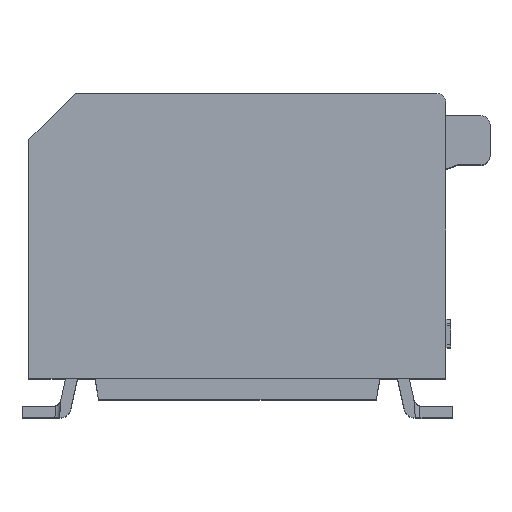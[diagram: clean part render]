
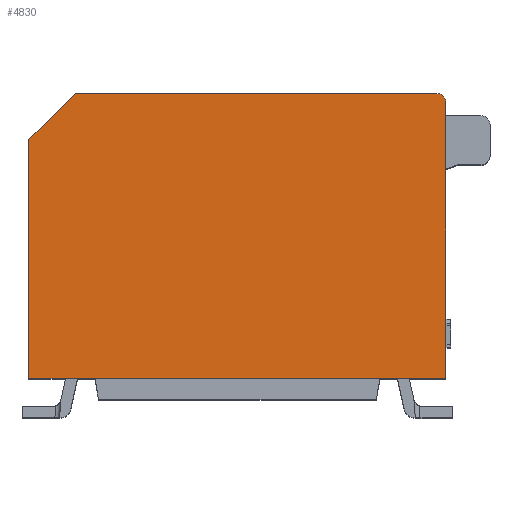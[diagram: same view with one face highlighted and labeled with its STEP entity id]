
A CAD part, top view. The second image highlights one B-rep face of the part: STEP entity #4830.
In plain terms, the highlighted planar face has unit normal (0, 0, 1).
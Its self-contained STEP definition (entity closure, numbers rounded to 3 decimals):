
#330=PLANE('',#5146);
#591=FACE_OUTER_BOUND('',#870,.T.);
#870=EDGE_LOOP('',(#4486,#4487,#4488,#4489,#4490,#4491));
#1366=LINE('',#8364,#1895);
#1389=LINE('',#8404,#1918);
#1403=LINE('',#8436,#1932);
#1404=LINE('',#8439,#1933);
#1406=LINE('',#8443,#1935);
#1895=VECTOR('',#6218,9.);
#1918=VECTOR('',#6255,5.95);
#1932=VECTOR('',#6287,7.8);
#1933=VECTOR('',#6290,1.414);
#1935=VECTOR('',#6296,5.15);
#2002=CIRCLE('',#5135,0.2);
#2432=VERTEX_POINT('',#8361);
#2433=VERTEX_POINT('',#8363);
#2443=VERTEX_POINT('',#8402);
#2444=VERTEX_POINT('',#8406);
#2452=VERTEX_POINT('',#8434);
#2453=VERTEX_POINT('',#8438);
#3100=EDGE_CURVE('',#2433,#2432,#1366,.T.);
#3125=EDGE_CURVE('',#2432,#2443,#1389,.T.);
#3126=EDGE_CURVE('',#2444,#2443,#2002,.T.);
#3141=EDGE_CURVE('',#2444,#2452,#1403,.T.);
#3142=EDGE_CURVE('',#2453,#2452,#1404,.T.);
#3144=EDGE_CURVE('',#2453,#2433,#1406,.T.);
#4486=ORIENTED_EDGE('',*,*,#3126,.F.);
#4487=ORIENTED_EDGE('',*,*,#3141,.T.);
#4488=ORIENTED_EDGE('',*,*,#3142,.F.);
#4489=ORIENTED_EDGE('',*,*,#3144,.T.);
#4490=ORIENTED_EDGE('',*,*,#3100,.T.);
#4491=ORIENTED_EDGE('',*,*,#3125,.T.);
#4830=ADVANCED_FACE('',(#591),#330,.T.);
#5135=AXIS2_PLACEMENT_3D('',#8407,#6258,#6259);
#5146=AXIS2_PLACEMENT_3D('',#8444,#6297,#6298);
#6218=DIRECTION('',(1.,0.,0.));
#6255=DIRECTION('',(0.,1.,0.));
#6258=DIRECTION('center_axis',(0.,0.,-1.));
#6259=DIRECTION('ref_axis',(0.707,0.707,0.));
#6287=DIRECTION('',(-1.,0.,0.));
#6290=DIRECTION('',(0.707,0.707,0.));
#6296=DIRECTION('',(0.,-1.,0.));
#6297=DIRECTION('center_axis',(0.,0.,1.));
#6298=DIRECTION('ref_axis',(1.,0.,0.));
#8361=CARTESIAN_POINT('',(9.,0.,11.56));
#8363=CARTESIAN_POINT('',(0.,0.,11.56));
#8364=CARTESIAN_POINT('',(0.,0.,11.56));
#8402=CARTESIAN_POINT('',(9.,5.95,11.56));
#8404=CARTESIAN_POINT('',(9.,0.,11.56));
#8406=CARTESIAN_POINT('',(8.8,6.15,11.56));
#8407=CARTESIAN_POINT('Origin',(8.8,5.95,11.56));
#8434=CARTESIAN_POINT('',(1.,6.15,11.56));
#8436=CARTESIAN_POINT('',(9.,6.15,11.56));
#8438=CARTESIAN_POINT('',(0.,5.15,11.56));
#8439=CARTESIAN_POINT('',(0.856,6.006,11.56));
#8443=CARTESIAN_POINT('',(0.,6.15,11.56));
#8444=CARTESIAN_POINT('Origin',(4.5,3.075,11.56));
